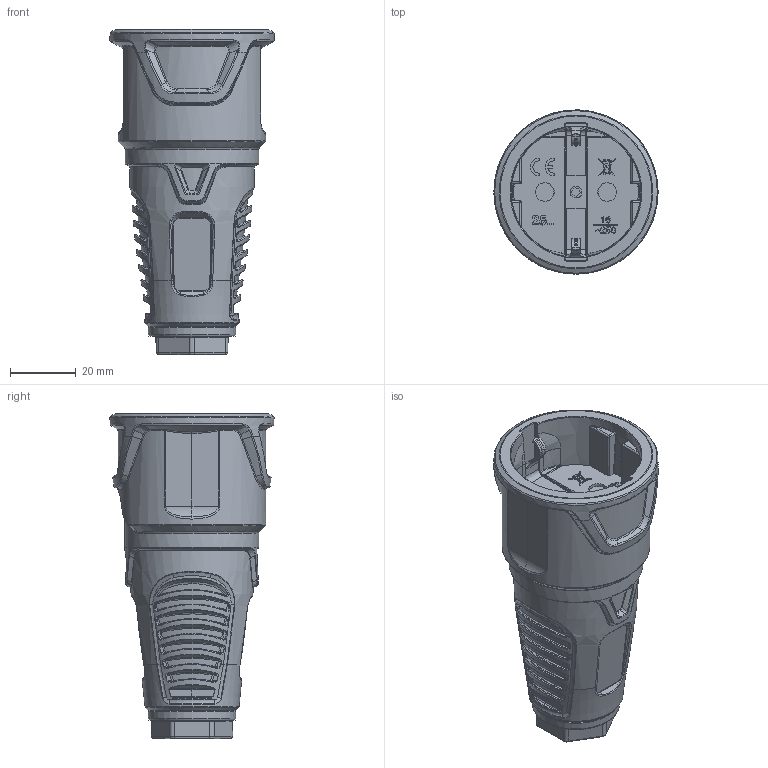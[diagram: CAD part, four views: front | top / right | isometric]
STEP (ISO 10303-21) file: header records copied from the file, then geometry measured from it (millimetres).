
FILE_DESCRIPTION (( 'STEP AP203' ), '1' );
FILE_NAME ('2510,2520.STEP', '2019-07-18T12:37:59', ( '' ), ( '' ), 'SwSTEP 2.0', 'SolidWorks 2019', '' );
FILE_SCHEMA (( 'CONFIG_CONTROL_DESIGN' ));
Products named in the file (1): 2510,2520
Bounding box: 50 x 49.99 x 99 mm (x, y, z)
Volume: 90769 mm3; surface area: 18826.3 mm2
Topology: 1 solids, 2 shells, 1547 faces, 3720 edges, 2230 vertices
Faces by surface type: bspline 826, plane 367, cylinder 195, torus 100, cone 55, sphere 4
Full cylindrical faces by diameter (mm): 5.3 x1, 7 x1, 40.8 x1, 45 x1, 50 x1
Entity records: 70611 total; most frequent: CARTESIAN_POINT 41313, ORIENTED_EDGE 7348, DIRECTION 4148, EDGE_CURVE 3674, VERTEX_POINT 2217, B_SPLINE_CURVE_WITH_KNOTS 1786, EDGE_LOOP 1637, AXIS2_PLACEMENT_3D 1608
